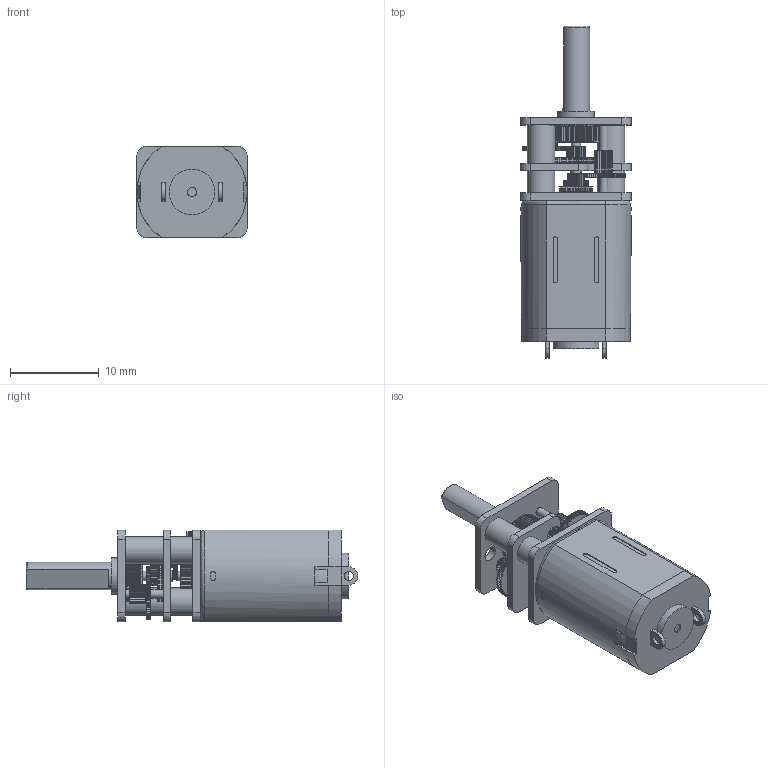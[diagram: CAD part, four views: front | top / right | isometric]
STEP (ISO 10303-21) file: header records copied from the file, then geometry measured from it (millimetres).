
FILE_DESCRIPTION(/* description */ ('STEP AP242','CAx-IF Rec.Pracs.---Representation and Presentation of Product Manufacturing Information (PMI)---4.0---2014-10-13','CAx-IF Rec.Pracs.---3D Tessellated Geometry---0.4---2014-09-14','2;1'),/* implementation_level */ '2;1');
FILE_NAME(/* name */ '659487fabe34dc4e93d65ad4',/* time_stamp */ '2024-01-02T22:02:36Z',/* author */ (''),/* organization */ (''),/* preprocessor_version */ 'ST-DEVELOPER v19.4',/* originating_system */ ' ',/* authorisation */ ' ');
FILE_SCHEMA (('AP242_MANAGED_MODEL_BASED_3D_ENGINEERING_MIM_LF { 1 0 10303 442 1 1 4 }'));
Products named in the file (1): N20 DC MOTOR
Bounding box: 12.4 x 37.41 x 10.33 mm (x, y, z)
Volume: 936.3 mm3; surface area: 3050.5 mm2
Topology: 1 solids, 1 shells, 1864 faces, 5496 edges, 3659 vertices
Faces by surface type: cylinder 1636, plane 208, sphere 8, torus 6, bspline 4, cone 2
Full cylindrical faces by diameter (mm): 0.93 x15, 1.033 x8, 1.24 x1, 1.55 x6, 1.653 x2, 2.583 x2, 3.1 x7, 4.133 x3, 5.167 x1
Entity records: 63846 total; most frequent: DIRECTION 12464, CARTESIAN_POINT 11094, ORIENTED_EDGE 10830, EDGE_CURVE 5415, AXIS2_PLACEMENT_3D 5216, VERTEX_POINT 3624, CIRCLE 3355, LINE 2032
